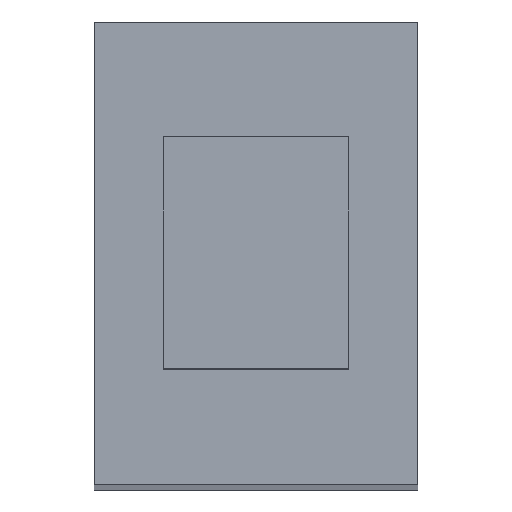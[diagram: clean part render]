
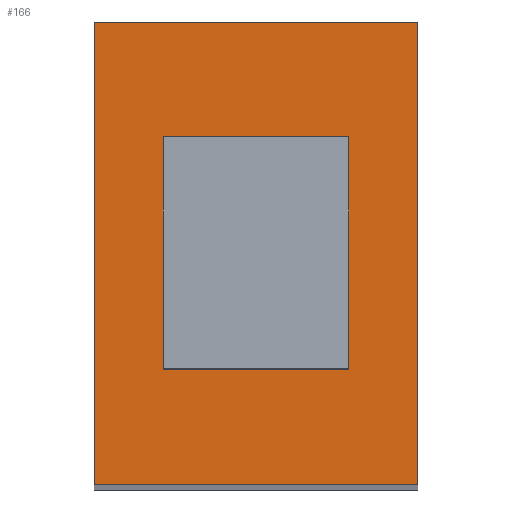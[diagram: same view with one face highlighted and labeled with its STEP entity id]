
A CAD part, top view. The second image highlights one B-rep face of the part: STEP entity #166.
In plain terms, the highlighted planar face has unit normal (0, 0, 1).
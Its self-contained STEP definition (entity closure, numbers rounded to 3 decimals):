
#7 = CARTESIAN_POINT ( 'NONE',  ( 0., 0., 32.5 ) ) ;
#14 = EDGE_LOOP ( 'NONE', ( #487, #240, #354, #207 ) ) ;
#17 = CARTESIAN_POINT ( 'NONE',  ( 2., 2.5, 32.5 ) ) ;
#25 = VERTEX_POINT ( 'NONE', #448 ) ;
#26 = EDGE_CURVE ( 'NONE', #25, #451, #337, .T. ) ;
#34 = CARTESIAN_POINT ( 'NONE',  ( 2., -2.5, 32.5 ) ) ;
#42 = FACE_BOUND ( 'NONE', #494, .T. ) ;
#43 = AXIS2_PLACEMENT_3D ( 'NONE', #7, #174, #208 ) ;
#52 = EDGE_CURVE ( 'NONE', #245, #441, #486, .T. ) ;
#61 = CARTESIAN_POINT ( 'NONE',  ( 3.5, -5., 32.5 ) ) ;
#73 = CARTESIAN_POINT ( 'NONE',  ( 2., 2.5, 32.5 ) ) ;
#76 = CARTESIAN_POINT ( 'NONE',  ( -2., -2.5, 32.5 ) ) ;
#80 = EDGE_CURVE ( 'NONE', #122, #342, #171, .T. ) ;
#91 = VECTOR ( 'NONE', #427, 1000. ) ;
#103 = LINE ( 'NONE', #258, #415 ) ;
#105 = DIRECTION ( 'NONE',  ( -1., 0., 0. ) ) ;
#114 = CARTESIAN_POINT ( 'NONE',  ( 3.5, 5., 32.5 ) ) ;
#115 = FACE_OUTER_BOUND ( 'NONE', #14, .T. ) ;
#122 = VERTEX_POINT ( 'NONE', #374 ) ;
#128 = EDGE_CURVE ( 'NONE', #441, #122, #103, .T. ) ;
#135 = ORIENTED_EDGE ( 'NONE', *, *, #431, .F. ) ;
#148 = ORIENTED_EDGE ( 'NONE', *, *, #156, .F. ) ;
#151 = VERTEX_POINT ( 'NONE', #17 ) ;
#156 = EDGE_CURVE ( 'NONE', #451, #475, #193, .T. ) ;
#166 = ADVANCED_FACE ( 'NONE', ( #42, #115 ), #452, .T. ) ;
#171 = LINE ( 'NONE', #296, #276 ) ;
#174 = DIRECTION ( 'NONE',  ( 0., 0., 1. ) ) ;
#190 = CARTESIAN_POINT ( 'NONE',  ( 2., -2.5, 32.5 ) ) ;
#193 = LINE ( 'NONE', #228, #224 ) ;
#195 = VECTOR ( 'NONE', #331, 1000. ) ;
#206 = CARTESIAN_POINT ( 'NONE',  ( 3.5, -5., 32.5 ) ) ;
#207 = ORIENTED_EDGE ( 'NONE', *, *, #128, .T. ) ;
#208 = DIRECTION ( 'NONE',  ( 1., 0., 0. ) ) ;
#224 = VECTOR ( 'NONE', #428, 1000. ) ;
#228 = CARTESIAN_POINT ( 'NONE',  ( 2., -2.5, 32.5 ) ) ;
#234 = VECTOR ( 'NONE', #519, 1000. ) ;
#240 = ORIENTED_EDGE ( 'NONE', *, *, #404, .T. ) ;
#245 = VERTEX_POINT ( 'NONE', #206 ) ;
#258 = CARTESIAN_POINT ( 'NONE',  ( 3.5, 5., 32.5 ) ) ;
#263 = DIRECTION ( 'NONE',  ( 0., -1., 0. ) ) ;
#276 = VECTOR ( 'NONE', #263, 1000. ) ;
#278 = VECTOR ( 'NONE', #507, 1000. ) ;
#286 = CARTESIAN_POINT ( 'NONE',  ( -2., -2.5, 32.5 ) ) ;
#296 = CARTESIAN_POINT ( 'NONE',  ( -3.5, -5., 32.5 ) ) ;
#316 = LINE ( 'NONE', #73, #91 ) ;
#331 = DIRECTION ( 'NONE',  ( 0., -1., 0. ) ) ;
#337 = LINE ( 'NONE', #286, #195 ) ;
#342 = VERTEX_POINT ( 'NONE', #456 ) ;
#354 = ORIENTED_EDGE ( 'NONE', *, *, #52, .T. ) ;
#359 = CARTESIAN_POINT ( 'NONE',  ( 3.5, -5., 32.5 ) ) ;
#374 = CARTESIAN_POINT ( 'NONE',  ( -3.5, 5., 32.5 ) ) ;
#399 = LINE ( 'NONE', #359, #234 ) ;
#404 = EDGE_CURVE ( 'NONE', #342, #245, #399, .T. ) ;
#409 = ORIENTED_EDGE ( 'NONE', *, *, #453, .F. ) ;
#415 = VECTOR ( 'NONE', #105, 1000. ) ;
#423 = LINE ( 'NONE', #34, #278 ) ;
#427 = DIRECTION ( 'NONE',  ( -1., 0., 0. ) ) ;
#428 = DIRECTION ( 'NONE',  ( 1., 0., 0. ) ) ;
#431 = EDGE_CURVE ( 'NONE', #475, #151, #423, .T. ) ;
#441 = VERTEX_POINT ( 'NONE', #114 ) ;
#448 = CARTESIAN_POINT ( 'NONE',  ( -2., 2.5, 32.5 ) ) ;
#451 = VERTEX_POINT ( 'NONE', #76 ) ;
#452 = PLANE ( 'NONE',  #43 ) ;
#453 = EDGE_CURVE ( 'NONE', #151, #25, #316, .T. ) ;
#456 = CARTESIAN_POINT ( 'NONE',  ( -3.5, -5., 32.5 ) ) ;
#459 = DIRECTION ( 'NONE',  ( 0., 1., 0. ) ) ;
#468 = VECTOR ( 'NONE', #459, 1000. ) ;
#475 = VERTEX_POINT ( 'NONE', #190 ) ;
#485 = ORIENTED_EDGE ( 'NONE', *, *, #26, .F. ) ;
#486 = LINE ( 'NONE', #61, #468 ) ;
#487 = ORIENTED_EDGE ( 'NONE', *, *, #80, .T. ) ;
#494 = EDGE_LOOP ( 'NONE', ( #485, #409, #135, #148 ) ) ;
#507 = DIRECTION ( 'NONE',  ( 0., 1., 0. ) ) ;
#519 = DIRECTION ( 'NONE',  ( 1., 0., 0. ) ) ;
